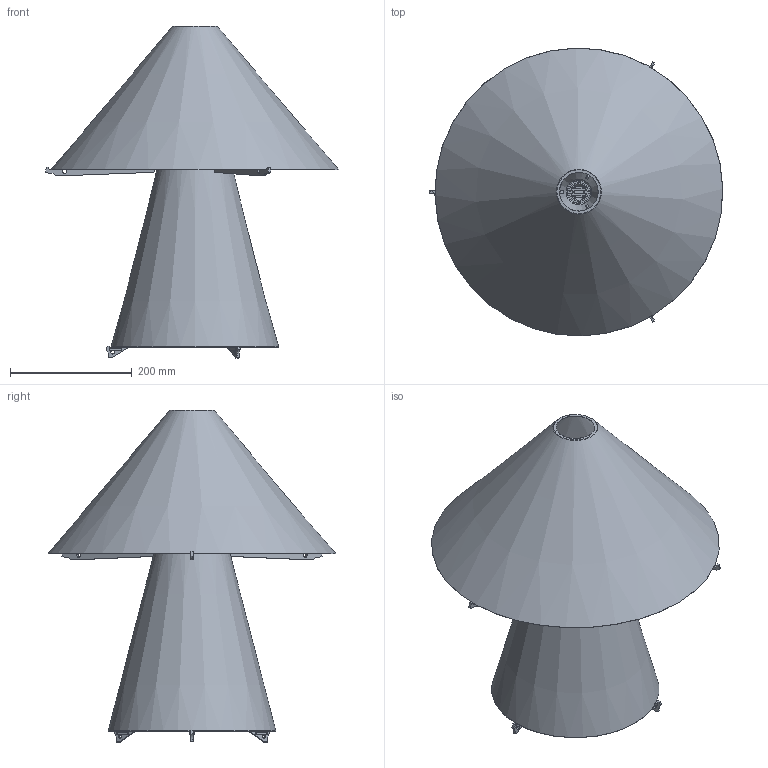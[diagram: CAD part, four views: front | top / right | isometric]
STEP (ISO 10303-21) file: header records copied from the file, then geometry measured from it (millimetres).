
FILE_DESCRIPTION(/* description */ (''),/* implementation_level */ '2;1');
FILE_NAME(/* name */ 'F265405150xxNE.stp',/* time_stamp */ '2020-01-14T10:31:00+01:00',/* author */ ('sghezzi'),/* organization */ (''),/* preprocessor_version */ 'ST-DEVELOPER v17.2',/* originating_system */ 'Autodesk Inventor 2019',/* authorisation */ '');
FILE_SCHEMA (('AUTOMOTIVE_DESIGN { 1 0 10303 214 3 1 1 }'));
Length unit declared in the file: millimetre
Products named in the file (19): Metafora_2016; 007XXXX00; 007XXXX05; 007XXXX10; 007XXXX15; 007XXXX20; 007XXXX25; 007XXXX15_1; 007XXXX35; 007XXXX20_1; 002XXXX00_DIFFUSORE VETRO SUPERIORE; 002XXXX05_DIFFUSORE VETRO BASE; 060009000_DADO_ES_M10X1_H3_L13_ZnBi; 00527CP04_CAPPELLO P-L E27 Nr TERMOPLASTICO 190°C C-NIP M10X1H5; 00527FT00_FRUTTO P-L E27 NR TERMOPLASTICO 210°C; 00527CA04_CAMICIA P-L E27 LISCIA TERMOPLASTICO 190°C Nr; 007265445_NOTTOLINO BLOCCACAVO; 009265400_ETICHETTA RESINATA PROTETTIVA; 003265405_FELTRO BRACCIO METAFORA
Assembly tree (29 placements, depth 2):
  Metafora_2016
    007XXXX00
    007XXXX05  x3
    007XXXX10
    007XXXX15
    007XXXX20
    007XXXX25
    007XXXX15_1
    007XXXX35  x3
    007XXXX20_1
    002XXXX00_DIFFUSORE VETRO SUPERIORE
    002XXXX05_DIFFUSORE VETRO BASE
    060009000_DADO_ES_M10X1_H3_L13_ZnBi
    00527CP04_CAPPELLO P-L E27 Nr TERMOPLASTICO 190°C C-NIP M10X1H5
    00527FT00_FRUTTO P-L E27 NR TERMOPLASTICO 210°C
    00527CA04_CAMICIA P-L E27 LISCIA TERMOPLASTICO 190°C Nr
    007265445_NOTTOLINO BLOCCACAVO
    009265400_ETICHETTA RESINATA PROTETTIVA  x6
    003265405_FELTRO BRACCIO METAFORA  x3
Bounding box: 481.61 x 472.24 x 544.51 mm (x, y, z)
Volume: 1959368 mm3; surface area: 1064312 mm2
Topology: 29 solids, 29 shells, 570 faces, 1493 edges, 998 vertices
Faces by surface type: plane 415, cylinder 109, cone 28, torus 16, bspline 2
Full cylindrical faces by diameter (mm): 2.5 x2, 3 x2, 4 x2, 4.917 x1, 6 x3, 6.5 x3, 7 x4, 8 x4, 8.376 x1, 8.917 x1, 9 x1, 10 x5, 10.2 x2, 10.5 x2, 12 x2, 13 x3, 14 x2, 16 x2, 27 x2, 30 x2, 32 x1, 34 x1, 36 x2, 38 x2
Entity records: 13415 total; most frequent: CARTESIAN_POINT 2542, DIRECTION 2217, ORIENTED_EDGE 2074, EDGE_CURVE 1037, AXIS2_PLACEMENT_3D 808, VERTEX_POINT 694, LINE 601, VECTOR 601
